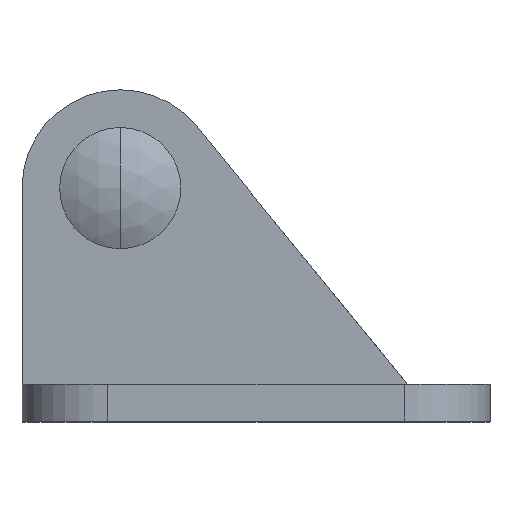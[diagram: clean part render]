
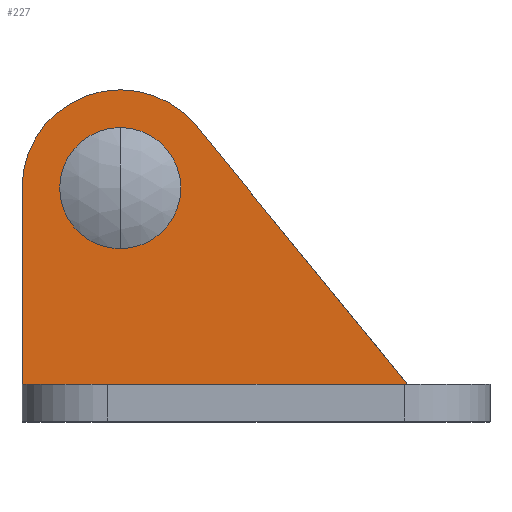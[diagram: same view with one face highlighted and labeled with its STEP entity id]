
A CAD part, top view. The second image highlights one B-rep face of the part: STEP entity #227.
In plain terms, the highlighted planar face has unit normal (0, 0, 1).
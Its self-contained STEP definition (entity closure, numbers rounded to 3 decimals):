
#2 = EDGE_CURVE ( 'NONE', #422, #1048, #6, .T. ) ;
#3 = VECTOR ( 'NONE', #577, 1000. ) ;
#6 = CIRCLE ( 'NONE', #1595, 8. ) ;
#77 = CARTESIAN_POINT ( 'NONE',  ( 0., 19., 3. ) ) ;
#111 = DIRECTION ( 'NONE',  ( 0.633, -0.774, 0. ) ) ;
#171 = VERTEX_POINT ( 'NONE', #613 ) ;
#227 = ADVANCED_FACE ( 'NONE', ( #1073, #693 ), #1374, .T. ) ;
#258 = EDGE_LOOP ( 'NONE', ( #1461, #1712 ) ) ;
#268 = CIRCLE ( 'NONE', #921, 4.931 ) ;
#422 = VERTEX_POINT ( 'NONE', #1044 ) ;
#485 = VERTEX_POINT ( 'NONE', #1294 ) ;
#577 = DIRECTION ( 'NONE',  ( -1., 0., 0. ) ) ;
#579 = CARTESIAN_POINT ( 'NONE',  ( 8., 3., 3. ) ) ;
#581 = DIRECTION ( 'NONE',  ( 1., 0., 0. ) ) ;
#582 = DIRECTION ( 'NONE',  ( 0., 0., 1. ) ) ;
#584 = CARTESIAN_POINT ( 'NONE',  ( 8., 19., 3. ) ) ;
#613 = CARTESIAN_POINT ( 'NONE',  ( 31.402, 3., 3. ) ) ;
#640 = ORIENTED_EDGE ( 'NONE', *, *, #1075, .T. ) ;
#650 = DIRECTION ( 'NONE',  ( 0., 0., 1. ) ) ;
#689 = ORIENTED_EDGE ( 'NONE', *, *, #2, .T. ) ;
#693 = FACE_OUTER_BOUND ( 'NONE', #1162, .T. ) ;
#701 = VERTEX_POINT ( 'NONE', #901 ) ;
#762 = DIRECTION ( 'NONE',  ( 1., 0., 0. ) ) ;
#766 = DIRECTION ( 'NONE',  ( 0., 0., 1. ) ) ;
#769 = CARTESIAN_POINT ( 'NONE',  ( 8., 19., 3. ) ) ;
#786 = LINE ( 'NONE', #579, #3 ) ;
#795 = DIRECTION ( 'NONE',  ( 1., 0., 0. ) ) ;
#901 = CARTESIAN_POINT ( 'NONE',  ( 0., 3., 3. ) ) ;
#921 = AXIS2_PLACEMENT_3D ( 'NONE', #584, #582, #581 ) ;
#947 = EDGE_CURVE ( 'NONE', #422, #171, #1046, .T. ) ;
#959 = CARTESIAN_POINT ( 'NONE',  ( 8., 19., 3. ) ) ;
#964 = AXIS2_PLACEMENT_3D ( 'NONE', #769, #766, #762 ) ;
#1044 = CARTESIAN_POINT ( 'NONE',  ( 14.119, 24.153, 3. ) ) ;
#1046 = LINE ( 'NONE', #1513, #1399 ) ;
#1048 = VERTEX_POINT ( 'NONE', #77 ) ;
#1049 = VERTEX_POINT ( 'NONE', #1763 ) ;
#1073 = FACE_BOUND ( 'NONE', #258, .T. ) ;
#1075 = EDGE_CURVE ( 'NONE', #1048, #701, #1085, .T. ) ;
#1085 = LINE ( 'NONE', #1746, #1699 ) ;
#1162 = EDGE_LOOP ( 'NONE', ( #1350, #689, #640, #1339 ) ) ;
#1272 = CIRCLE ( 'NONE', #964, 4.931 ) ;
#1294 = CARTESIAN_POINT ( 'NONE',  ( 8., 23.931, 3. ) ) ;
#1303 = EDGE_CURVE ( 'NONE', #485, #1049, #1272, .T. ) ;
#1321 = DIRECTION ( 'NONE',  ( 0., 0., 1. ) ) ;
#1339 = ORIENTED_EDGE ( 'NONE', *, *, #1603, .F. ) ;
#1350 = ORIENTED_EDGE ( 'NONE', *, *, #947, .F. ) ;
#1374 = PLANE ( 'NONE',  #1469 ) ;
#1399 = VECTOR ( 'NONE', #111, 1000. ) ;
#1441 = DIRECTION ( 'NONE',  ( 1., 0., 0. ) ) ;
#1461 = ORIENTED_EDGE ( 'NONE', *, *, #1303, .F. ) ;
#1469 = AXIS2_PLACEMENT_3D ( 'NONE', #959, #650, #1441 ) ;
#1487 = CARTESIAN_POINT ( 'NONE',  ( 8., 19., 3. ) ) ;
#1513 = CARTESIAN_POINT ( 'NONE',  ( 14.119, 24.153, 3. ) ) ;
#1595 = AXIS2_PLACEMENT_3D ( 'NONE', #1487, #1321, #795 ) ;
#1599 = EDGE_CURVE ( 'NONE', #1049, #485, #268, .T. ) ;
#1603 = EDGE_CURVE ( 'NONE', #171, #701, #786, .T. ) ;
#1699 = VECTOR ( 'NONE', #1751, 1000. ) ;
#1712 = ORIENTED_EDGE ( 'NONE', *, *, #1599, .F. ) ;
#1746 = CARTESIAN_POINT ( 'NONE',  ( 0., 19., 3. ) ) ;
#1751 = DIRECTION ( 'NONE',  ( 0., -1., 0. ) ) ;
#1763 = CARTESIAN_POINT ( 'NONE',  ( 8., 14.069, 3. ) ) ;
